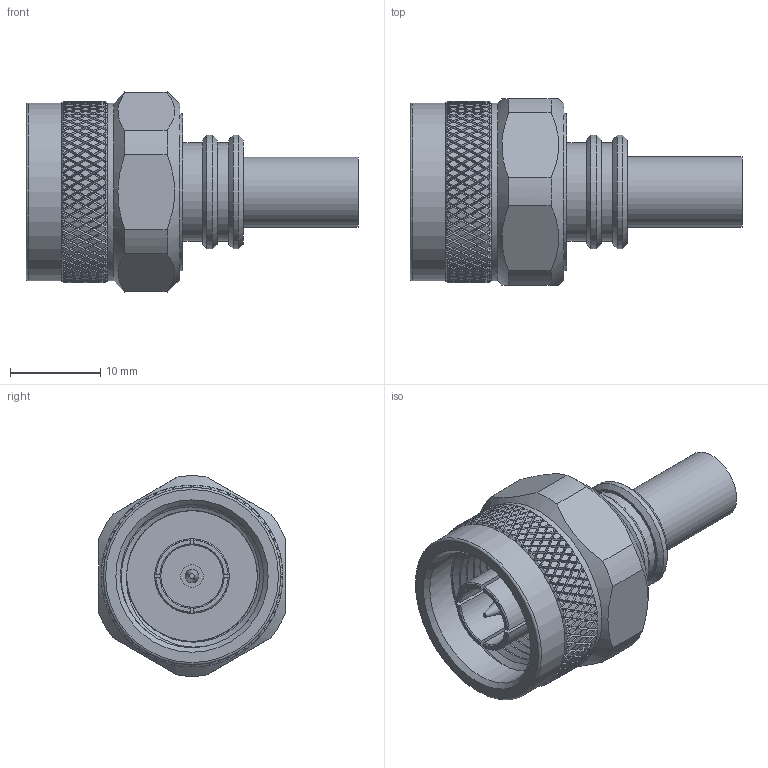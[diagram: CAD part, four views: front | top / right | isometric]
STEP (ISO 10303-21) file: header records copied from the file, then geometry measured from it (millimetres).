
FILE_DESCRIPTION (( 'STEP AP203' ), '1' );
FILE_NAME ('EZ-240-NMH-X_3D.step', '2021-04-13T17:34:44', ( '' ), ( '' ), 'SwSTEP 2.0', 'SolidWorks 2020', '' );
FILE_SCHEMA (( 'CONFIG_CONTROL_DESIGN' ));
Products named in the file (1): EZ-240-NMH-X_3D
Bounding box: 36.81 x 20.62 x 22.23 mm (x, y, z)
Volume: 4936.3 mm3; surface area: 4236.3 mm2
Topology: 2 solids, 2 shells, 2192 faces, 4718 edges, 2542 vertices
Faces by surface type: bspline 1683, cylinder 449, plane 39, cone 20, torus 1
Full cylindrical faces by diameter (mm): 1.524 x1, 2.54 x1, 3.556 x1, 4.113 x1, 4.978 x1, 6.756 x1, 6.909 x1, 7.772 x1, 8.255 x1, 10.892 x2, 12.573 x2, 15.875 x6, 17.418 x1, 19.69 x2
Entity records: 74294 total; most frequent: CARTESIAN_POINT 45792, ORIENTED_EDGE 9326, EDGE_CURVE 4663, VERTEX_POINT 2522, EDGE_LOOP 2229, FACE_OUTER_BOUND 2204, ADVANCED_FACE 2186, B_SPLINE_CURVE_WITH_KNOTS 2074
